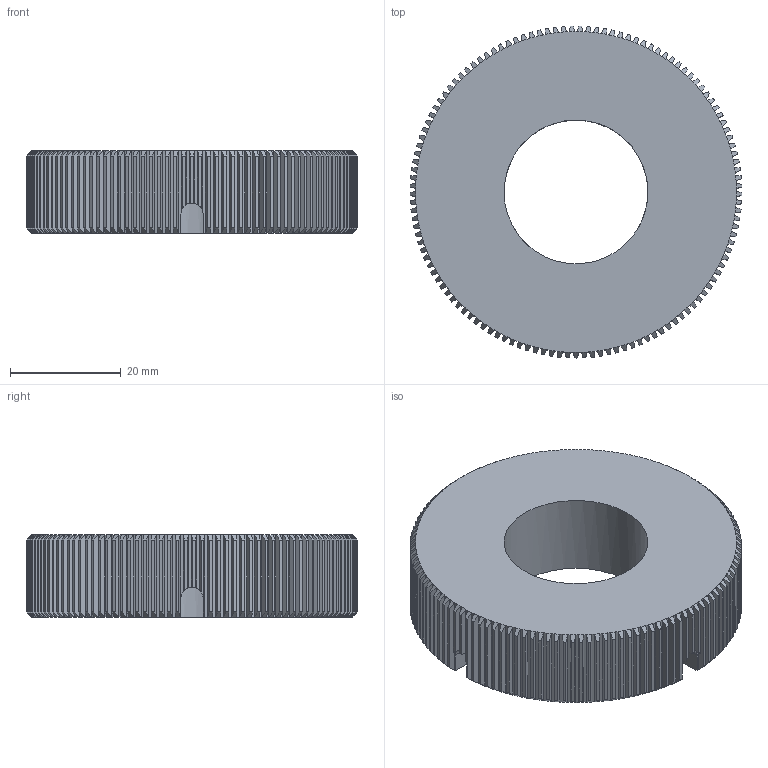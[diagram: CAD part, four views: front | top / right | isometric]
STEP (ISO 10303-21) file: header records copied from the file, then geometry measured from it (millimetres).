
FILE_DESCRIPTION(/* description */ ('STEP AP242','CAx-IF Rec.Pracs.---Representation and Presentation of Product Manufacturing Information (PMI)---4.0---2014-10-13','CAx-IF Rec.Pracs.---3D Tessellated Geometry---0.4---2014-09-14','2;1'),/* implementation_level */ '2;1');
FILE_NAME(/* name */ '633f267e19526f37e65d4dcb',/* time_stamp */ '2022-10-06T19:03:28+00:00',/* author */ (''),/* organization */ (''),/* preprocessor_version */ 'ST-DEVELOPER v18.102',/* originating_system */ ' ',/* authorisation */ ' ');
FILE_SCHEMA (('AP242_MANAGED_MODEL_BASED_3D_ENGINEERING_MIM_LF { 1 0 10303 442 1 1 4 }'));
Length unit declared in the file: metre
Products named in the file (1): Part 37
Bounding box: 60 x 60 x 15 mm (x, y, z)
Volume: 32298.7 mm3; surface area: 11248.9 mm2
Topology: 1 solids, 1 shells, 755 faces, 2018 edges, 1264 vertices
Faces by surface type: plane 382, cone 245, cylinder 128
Full cylindrical faces by diameter (mm): 26 x1
Entity records: 24218 total; most frequent: CARTESIAN_POINT 7008, ORIENTED_EDGE 4032, DIRECTION 3050, EDGE_CURVE 2016, AXIS2_PLACEMENT_3D 1267, VERTEX_POINT 1263, B_SPLINE_CURVE_WITH_KNOTS 989, EDGE_LOOP 757
